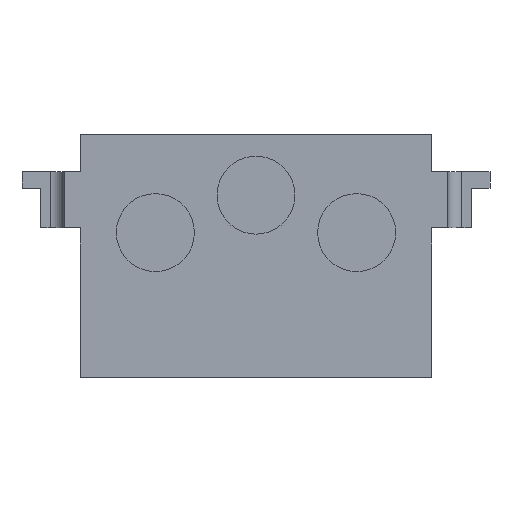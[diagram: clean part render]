
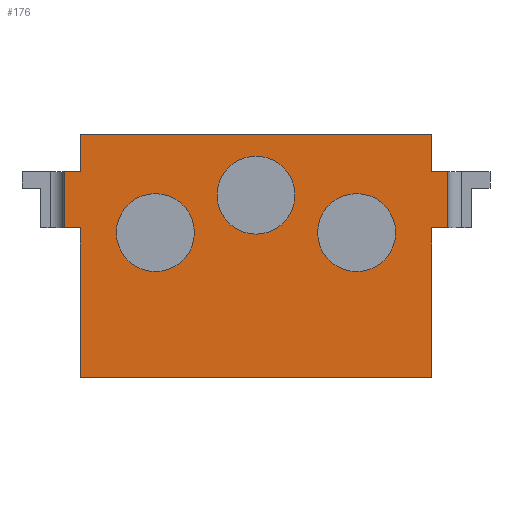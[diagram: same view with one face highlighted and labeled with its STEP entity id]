
A CAD part, left-side view. The second image highlights one B-rep face of the part: STEP entity #176.
In plain terms, the highlighted planar face has unit normal (-1, 0, 0).
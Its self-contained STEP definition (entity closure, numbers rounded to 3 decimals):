
#3 = CARTESIAN_POINT ( 'NONE',  ( 0., 37.5, 26. ) ) ;
#7 = LINE ( 'NONE', #634, #1286 ) ;
#9 = ORIENTED_EDGE ( 'NONE', *, *, #625, .F. ) ;
#12 = VECTOR ( 'NONE', #165, 1000. ) ;
#15 = VECTOR ( 'NONE', #567, 1000. ) ;
#17 = ORIENTED_EDGE ( 'NONE', *, *, #119, .F. ) ;
#19 = ORIENTED_EDGE ( 'NONE', *, *, #285, .T. ) ;
#41 = LINE ( 'NONE', #835, #980 ) ;
#48 = CARTESIAN_POINT ( 'NONE',  ( 0., -46., 6. ) ) ;
#50 = CARTESIAN_POINT ( 'NONE',  ( 0., 41., 18. ) ) ;
#53 = ORIENTED_EDGE ( 'NONE', *, *, #775, .F. ) ;
#63 = CARTESIAN_POINT ( 'NONE',  ( 0., -41., 6. ) ) ;
#66 = EDGE_LOOP ( 'NONE', ( #194, #937, #17, #948, #860, #536, #9, #90, #883, #840, #1078, #53 ) ) ;
#71 = LINE ( 'NONE', #768, #226 ) ;
#75 = CARTESIAN_POINT ( 'NONE',  ( 0., 21.5, 13.331 ) ) ;
#85 = CARTESIAN_POINT ( 'NONE',  ( 0., -46., 6. ) ) ;
#90 = ORIENTED_EDGE ( 'NONE', *, *, #799, .F. ) ;
#93 = CARTESIAN_POINT ( 'NONE',  ( 0., -21.5, -3.331 ) ) ;
#118 = DIRECTION ( 'NONE',  ( 0., 0., -1. ) ) ;
#119 = EDGE_CURVE ( 'NONE', #1083, #447, #71, .T. ) ;
#129 = DIRECTION ( 'NONE',  ( 0., 0., -1. ) ) ;
#136 = VERTEX_POINT ( 'NONE', #863 ) ;
#144 = VECTOR ( 'NONE', #257, 1000. ) ;
#162 = VERTEX_POINT ( 'NONE', #395 ) ;
#165 = DIRECTION ( 'NONE',  ( 0., -1., 0. ) ) ;
#172 = VERTEX_POINT ( 'NONE', #93 ) ;
#176 = ADVANCED_FACE ( 'NONE', ( #874, #684, #1081, #1269 ), #193, .F. ) ;
#193 = PLANE ( 'NONE',  #696 ) ;
#194 = ORIENTED_EDGE ( 'NONE', *, *, #705, .T. ) ;
#224 = EDGE_LOOP ( 'NONE', ( #942, #305 ) ) ;
#226 = VECTOR ( 'NONE', #583, 1000. ) ;
#231 = AXIS2_PLACEMENT_3D ( 'NONE', #621, #1198, #1031 ) ;
#234 = DIRECTION ( 'NONE',  ( 0., -1., 0. ) ) ;
#251 = CARTESIAN_POINT ( 'NONE',  ( 0., 0., 21.331 ) ) ;
#252 = CIRCLE ( 'NONE', #231, 8.331 ) ;
#255 = AXIS2_PLACEMENT_3D ( 'NONE', #716, #334, #328 ) ;
#257 = DIRECTION ( 'NONE',  ( 0., 1., 0. ) ) ;
#271 = CARTESIAN_POINT ( 'NONE',  ( 0., -37.5, 26. ) ) ;
#283 = LINE ( 'NONE', #1091, #849 ) ;
#285 = EDGE_CURVE ( 'NONE', #577, #172, #892, .T. ) ;
#289 = VERTEX_POINT ( 'NONE', #806 ) ;
#305 = ORIENTED_EDGE ( 'NONE', *, *, #602, .T. ) ;
#325 = VERTEX_POINT ( 'NONE', #940 ) ;
#326 = DIRECTION ( 'NONE',  ( 0., -1., 0. ) ) ;
#328 = DIRECTION ( 'NONE',  ( 0., 0., -1. ) ) ;
#331 = DIRECTION ( 'NONE',  ( 1., 0., 0. ) ) ;
#334 = DIRECTION ( 'NONE',  ( 1., 0., 0. ) ) ;
#340 = VERTEX_POINT ( 'NONE', #1035 ) ;
#341 = CARTESIAN_POINT ( 'NONE',  ( 0., -37.5, 26. ) ) ;
#344 = VERTEX_POINT ( 'NONE', #251 ) ;
#347 = CARTESIAN_POINT ( 'NONE',  ( 0., -41., 6. ) ) ;
#355 = VECTOR ( 'NONE', #118, 1000. ) ;
#372 = CARTESIAN_POINT ( 'NONE',  ( 0., 37.5, -26. ) ) ;
#384 = CARTESIAN_POINT ( 'NONE',  ( 0., 37.5, 26. ) ) ;
#393 = LINE ( 'NONE', #271, #1204 ) ;
#395 = CARTESIAN_POINT ( 'NONE',  ( 0., -37.5, 6. ) ) ;
#417 = CARTESIAN_POINT ( 'NONE',  ( 0., 21.5, 5. ) ) ;
#447 = VERTEX_POINT ( 'NONE', #50 ) ;
#454 = LINE ( 'NONE', #48, #144 ) ;
#477 = VECTOR ( 'NONE', #1023, 1000. ) ;
#491 = EDGE_CURVE ( 'NONE', #340, #1083, #774, .T. ) ;
#492 = DIRECTION ( 'NONE',  ( 1., 0., 0. ) ) ;
#494 = EDGE_LOOP ( 'NONE', ( #507, #19 ) ) ;
#504 = VERTEX_POINT ( 'NONE', #1087 ) ;
#507 = ORIENTED_EDGE ( 'NONE', *, *, #616, .T. ) ;
#523 = VERTEX_POINT ( 'NONE', #779 ) ;
#527 = CARTESIAN_POINT ( 'NONE',  ( 0., -21.5, 5. ) ) ;
#536 = ORIENTED_EDGE ( 'NONE', *, *, #1257, .T. ) ;
#543 = CIRCLE ( 'NONE', #255, 8.331 ) ;
#567 = DIRECTION ( 'NONE',  ( 0., 1., 0. ) ) ;
#577 = VERTEX_POINT ( 'NONE', #1279 ) ;
#582 = CIRCLE ( 'NONE', #1043, 8.331 ) ;
#583 = DIRECTION ( 'NONE',  ( 0., 0., 1. ) ) ;
#587 = EDGE_CURVE ( 'NONE', #777, #1292, #393, .T. ) ;
#595 = EDGE_LOOP ( 'NONE', ( #763, #797 ) ) ;
#602 = EDGE_CURVE ( 'NONE', #344, #609, #704, .T. ) ;
#609 = VERTEX_POINT ( 'NONE', #972 ) ;
#616 = EDGE_CURVE ( 'NONE', #172, #577, #543, .T. ) ;
#621 = CARTESIAN_POINT ( 'NONE',  ( 0., 21.5, 5. ) ) ;
#625 = EDGE_CURVE ( 'NONE', #162, #325, #1028, .T. ) ;
#634 = CARTESIAN_POINT ( 'NONE',  ( 0., 50., 18. ) ) ;
#641 = CARTESIAN_POINT ( 'NONE',  ( 0., -37.5, 18. ) ) ;
#643 = CARTESIAN_POINT ( 'NONE',  ( 0., -37.5, 26. ) ) ;
#652 = LINE ( 'NONE', #867, #12 ) ;
#656 = EDGE_CURVE ( 'NONE', #783, #136, #1220, .T. ) ;
#669 = DIRECTION ( 'NONE',  ( 0., 0., -1. ) ) ;
#684 = FACE_BOUND ( 'NONE', #595, .T. ) ;
#696 = AXIS2_PLACEMENT_3D ( 'NONE', #384, #492, #888 ) ;
#704 = CIRCLE ( 'NONE', #812, 8.331 ) ;
#705 = EDGE_CURVE ( 'NONE', #988, #289, #41, .T. ) ;
#711 = DIRECTION ( 'NONE',  ( 1., 0., 0. ) ) ;
#716 = CARTESIAN_POINT ( 'NONE',  ( 0., -21.5, 5. ) ) ;
#724 = DIRECTION ( 'NONE',  ( 0., 0., -1. ) ) ;
#725 = VECTOR ( 'NONE', #947, 1000. ) ;
#757 = DIRECTION ( 'NONE',  ( 0., 0., -1. ) ) ;
#763 = ORIENTED_EDGE ( 'NONE', *, *, #1054, .T. ) ;
#766 = AXIS2_PLACEMENT_3D ( 'NONE', #417, #331, #129 ) ;
#768 = CARTESIAN_POINT ( 'NONE',  ( 0., 41., 6. ) ) ;
#774 = LINE ( 'NONE', #85, #15 ) ;
#775 = EDGE_CURVE ( 'NONE', #988, #777, #652, .T. ) ;
#777 = VERTEX_POINT ( 'NONE', #643 ) ;
#779 = CARTESIAN_POINT ( 'NONE',  ( 0., 37.5, -26. ) ) ;
#783 = VERTEX_POINT ( 'NONE', #63 ) ;
#797 = ORIENTED_EDGE ( 'NONE', *, *, #1137, .T. ) ;
#799 = EDGE_CURVE ( 'NONE', #783, #162, #454, .T. ) ;
#806 = CARTESIAN_POINT ( 'NONE',  ( 0., 37.5, 18. ) ) ;
#812 = AXIS2_PLACEMENT_3D ( 'NONE', #1063, #966, #1258 ) ;
#817 = VERTEX_POINT ( 'NONE', #75 ) ;
#835 = CARTESIAN_POINT ( 'NONE',  ( 0., 37.5, 26. ) ) ;
#840 = ORIENTED_EDGE ( 'NONE', *, *, #1148, .F. ) ;
#848 = CARTESIAN_POINT ( 'NONE',  ( 0., 0., 13. ) ) ;
#849 = VECTOR ( 'NONE', #1278, 1000. ) ;
#860 = ORIENTED_EDGE ( 'NONE', *, *, #912, .T. ) ;
#863 = CARTESIAN_POINT ( 'NONE',  ( 0., -41., 18. ) ) ;
#867 = CARTESIAN_POINT ( 'NONE',  ( 0., 37.5, 26. ) ) ;
#868 = EDGE_CURVE ( 'NONE', #609, #344, #582, .T. ) ;
#874 = FACE_BOUND ( 'NONE', #494, .T. ) ;
#883 = ORIENTED_EDGE ( 'NONE', *, *, #656, .T. ) ;
#888 = DIRECTION ( 'NONE',  ( 0., 0., -1. ) ) ;
#892 = CIRCLE ( 'NONE', #1075, 8.331 ) ;
#907 = LINE ( 'NONE', #1224, #1244 ) ;
#912 = EDGE_CURVE ( 'NONE', #340, #523, #283, .T. ) ;
#927 = DIRECTION ( 'NONE',  ( 0., 0., -1. ) ) ;
#937 = ORIENTED_EDGE ( 'NONE', *, *, #1124, .F. ) ;
#940 = CARTESIAN_POINT ( 'NONE',  ( 0., -37.5, -26. ) ) ;
#942 = ORIENTED_EDGE ( 'NONE', *, *, #868, .T. ) ;
#947 = DIRECTION ( 'NONE',  ( 0., -1., 0. ) ) ;
#948 = ORIENTED_EDGE ( 'NONE', *, *, #491, .F. ) ;
#966 = DIRECTION ( 'NONE',  ( 1., 0., 0. ) ) ;
#972 = CARTESIAN_POINT ( 'NONE',  ( 0., 0., 4.669 ) ) ;
#980 = VECTOR ( 'NONE', #724, 1000. ) ;
#988 = VERTEX_POINT ( 'NONE', #3 ) ;
#1019 = CIRCLE ( 'NONE', #766, 8.331 ) ;
#1023 = DIRECTION ( 'NONE',  ( 0., 0., 1. ) ) ;
#1028 = LINE ( 'NONE', #341, #355 ) ;
#1031 = DIRECTION ( 'NONE',  ( 0., 0., -1. ) ) ;
#1035 = CARTESIAN_POINT ( 'NONE',  ( 0., 37.5, 6. ) ) ;
#1043 = AXIS2_PLACEMENT_3D ( 'NONE', #848, #1246, #757 ) ;
#1054 = EDGE_CURVE ( 'NONE', #504, #817, #1019, .T. ) ;
#1063 = CARTESIAN_POINT ( 'NONE',  ( 0., 0., 13. ) ) ;
#1075 = AXIS2_PLACEMENT_3D ( 'NONE', #527, #711, #927 ) ;
#1078 = ORIENTED_EDGE ( 'NONE', *, *, #587, .F. ) ;
#1081 = FACE_BOUND ( 'NONE', #224, .T. ) ;
#1083 = VERTEX_POINT ( 'NONE', #1217 ) ;
#1087 = CARTESIAN_POINT ( 'NONE',  ( 0., 21.5, -3.331 ) ) ;
#1091 = CARTESIAN_POINT ( 'NONE',  ( 0., 37.5, 26. ) ) ;
#1124 = EDGE_CURVE ( 'NONE', #447, #289, #7, .T. ) ;
#1137 = EDGE_CURVE ( 'NONE', #817, #504, #252, .T. ) ;
#1148 = EDGE_CURVE ( 'NONE', #1292, #136, #907, .T. ) ;
#1198 = DIRECTION ( 'NONE',  ( 1., 0., 0. ) ) ;
#1204 = VECTOR ( 'NONE', #669, 1000. ) ;
#1217 = CARTESIAN_POINT ( 'NONE',  ( 0., 41., 6. ) ) ;
#1220 = LINE ( 'NONE', #347, #477 ) ;
#1224 = CARTESIAN_POINT ( 'NONE',  ( 0., 50., 18. ) ) ;
#1244 = VECTOR ( 'NONE', #326, 1000. ) ;
#1246 = DIRECTION ( 'NONE',  ( 1., 0., 0. ) ) ;
#1254 = LINE ( 'NONE', #372, #725 ) ;
#1257 = EDGE_CURVE ( 'NONE', #523, #325, #1254, .T. ) ;
#1258 = DIRECTION ( 'NONE',  ( 0., 0., -1. ) ) ;
#1269 = FACE_OUTER_BOUND ( 'NONE', #66, .T. ) ;
#1278 = DIRECTION ( 'NONE',  ( 0., 0., -1. ) ) ;
#1279 = CARTESIAN_POINT ( 'NONE',  ( 0., -21.5, 13.331 ) ) ;
#1286 = VECTOR ( 'NONE', #234, 1000. ) ;
#1292 = VERTEX_POINT ( 'NONE', #641 ) ;
